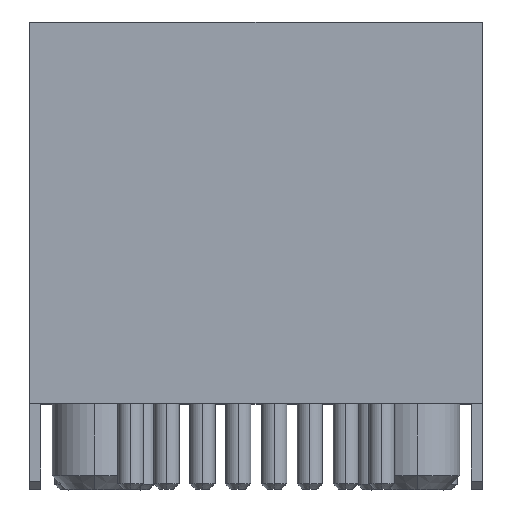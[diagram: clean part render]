
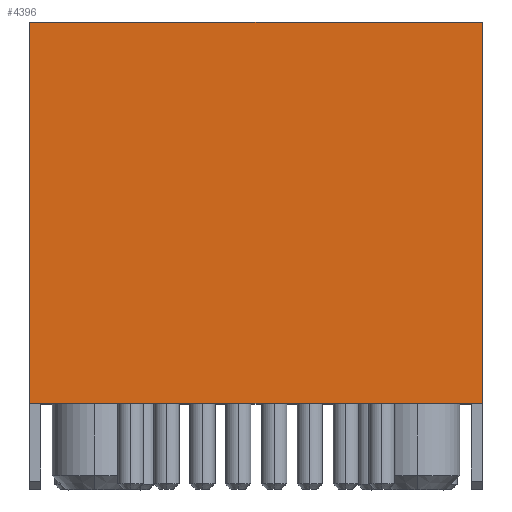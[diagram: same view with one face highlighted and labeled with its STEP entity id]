
A CAD part, top view. The second image highlights one B-rep face of the part: STEP entity #4396.
In plain terms, the highlighted planar face has unit normal (0, 0, 1).
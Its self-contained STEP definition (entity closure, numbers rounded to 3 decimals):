
#25 = DIRECTION ( 'NONE',  ( 0., -1., 0. ) ) ;
#282 = LINE ( 'NONE', #2605, #2472 ) ;
#525 = CARTESIAN_POINT ( 'NONE',  ( 8.02, 13.5, 10.65 ) ) ;
#764 = VERTEX_POINT ( 'NONE', #3874 ) ;
#896 = EDGE_CURVE ( 'NONE', #1911, #3194, #282, .T. ) ;
#935 = CARTESIAN_POINT ( 'NONE',  ( -8.02, 13.5, 10.65 ) ) ;
#948 = LINE ( 'NONE', #1392, #3063 ) ;
#972 = LINE ( 'NONE', #3540, #1774 ) ;
#981 = AXIS2_PLACEMENT_3D ( 'NONE', #525, #2266, #3295 ) ;
#997 = CARTESIAN_POINT ( 'NONE',  ( -8.02, 13.5, 10.65 ) ) ;
#1064 = ORIENTED_EDGE ( 'NONE', *, *, #2572, .F. ) ;
#1083 = DIRECTION ( 'NONE',  ( 1., 0., 0. ) ) ;
#1392 = CARTESIAN_POINT ( 'NONE',  ( 8.02, 13.5, 10.65 ) ) ;
#1562 = PLANE ( 'NONE',  #981 ) ;
#1762 = ORIENTED_EDGE ( 'NONE', *, *, #2139, .F. ) ;
#1774 = VECTOR ( 'NONE', #1083, 1000. ) ;
#1911 = VERTEX_POINT ( 'NONE', #1963 ) ;
#1963 = CARTESIAN_POINT ( 'NONE',  ( -8.02, 0., 10.65 ) ) ;
#1997 = VECTOR ( 'NONE', #3716, 1000. ) ;
#2139 = EDGE_CURVE ( 'NONE', #764, #3194, #948, .T. ) ;
#2160 = CARTESIAN_POINT ( 'NONE',  ( 8.02, 0., 10.65 ) ) ;
#2234 = FACE_OUTER_BOUND ( 'NONE', #2310, .T. ) ;
#2266 = DIRECTION ( 'NONE',  ( 0., 0., -1. ) ) ;
#2310 = EDGE_LOOP ( 'NONE', ( #3303, #1762, #1064, #4001 ) ) ;
#2472 = VECTOR ( 'NONE', #2947, 1000. ) ;
#2572 = EDGE_CURVE ( 'NONE', #4026, #764, #972, .T. ) ;
#2605 = CARTESIAN_POINT ( 'NONE',  ( 8.02, 0., 10.65 ) ) ;
#2947 = DIRECTION ( 'NONE',  ( 1., 0., 0. ) ) ;
#2949 = EDGE_CURVE ( 'NONE', #4026, #1911, #3976, .T. ) ;
#3063 = VECTOR ( 'NONE', #25, 1000. ) ;
#3194 = VERTEX_POINT ( 'NONE', #2160 ) ;
#3295 = DIRECTION ( 'NONE',  ( -1., 0., 0. ) ) ;
#3303 = ORIENTED_EDGE ( 'NONE', *, *, #896, .T. ) ;
#3540 = CARTESIAN_POINT ( 'NONE',  ( 8.02, 13.5, 10.65 ) ) ;
#3716 = DIRECTION ( 'NONE',  ( 0., -1., 0. ) ) ;
#3874 = CARTESIAN_POINT ( 'NONE',  ( 8.02, 13.5, 10.65 ) ) ;
#3976 = LINE ( 'NONE', #935, #1997 ) ;
#4001 = ORIENTED_EDGE ( 'NONE', *, *, #2949, .T. ) ;
#4026 = VERTEX_POINT ( 'NONE', #997 ) ;
#4396 = ADVANCED_FACE ( 'NONE', ( #2234 ), #1562, .F. ) ;
